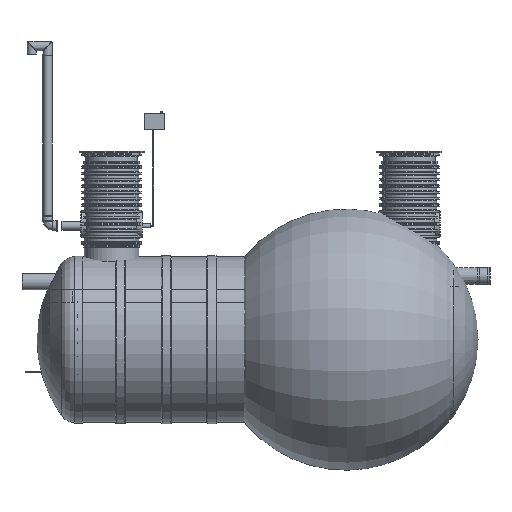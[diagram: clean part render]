
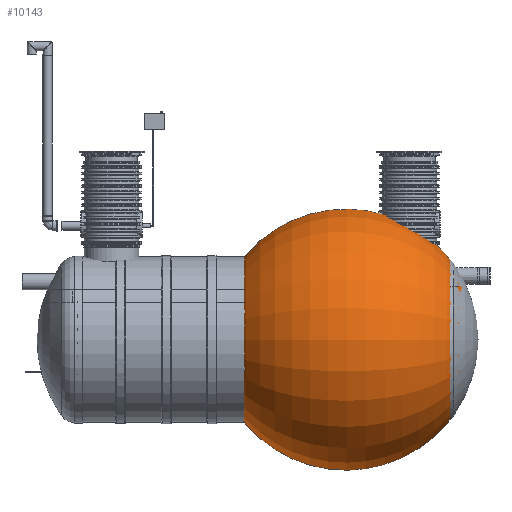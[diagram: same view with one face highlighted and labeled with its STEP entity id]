
A CAD part, left-side view. The second image highlights one B-rep face of the part: STEP entity #10143.
In plain terms, the highlighted toroidal (fillet/blend) face has major radius 1.234 mm and minor radius 1600 mm.
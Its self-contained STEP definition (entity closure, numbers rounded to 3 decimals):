
#1003=B_SPLINE_CURVE_WITH_KNOTS('',3,(#20851,#20852,#20853,#20854,#20855,
#20856,#20857,#20858,#20859,#20860,#20861,#20862,#20863,#20864,#20865,#20866,
#20867,#20868,#20869,#20870,#20871,#20872,#20873,#20874,#20875,#20876,#20877,
#20878),.UNSPECIFIED.,.F.,.F.,(4,1,1,1,1,1,1,1,1,1,1,1,1,1,1,1,1,1,1,1,
1,1,1,1,1,4),(8.486,8.569,8.652,8.735,
8.819,8.86,8.902,8.943,8.985,
9.026,9.068,9.109,9.151,9.192,
9.234,9.317,9.4,9.483,9.524,
9.566,9.607,9.628,9.649,9.69,
9.732,9.815),.UNSPECIFIED.);
#1780=VERTEX_LOOP('',#6269);
#1785=DEGENERATE_TOROIDAL_SURFACE('',#11708,1.233,1600.,
 .T.);
#3656=ORIENTED_EDGE('',*,*,#5235,.T.);
#3657=ORIENTED_EDGE('',*,*,#5238,.T.);
#5235=EDGE_CURVE('',#6267,#6268,#6977,.T.);
#5238=EDGE_CURVE('',#6268,#6267,#1003,.T.);
#6267=VERTEX_POINT('',#20807);
#6268=VERTEX_POINT('',#20808);
#6269=VERTEX_POINT('',#20850);
#6977=CIRCLE('',#11707,915.14);
#7942=EDGE_LOOP('',(#3656,#3657));
#9110=FACE_BOUND('',#1780,.T.);
#9111=FACE_BOUND('',#7942,.T.);
#10143=ADVANCED_FACE('',(#9110,#9111),#1785,.T.);
#11707=AXIS2_PLACEMENT_3D('',#20806,#14264,#14265);
#11708=AXIS2_PLACEMENT_3D('',#20849,#14266,#14267);
#14264=DIRECTION('',(-0.002,-1.,0.));
#14265=DIRECTION('',(1.,-0.002,0.));
#14266=DIRECTION('',(-0.002,-1.,0.));
#14267=DIRECTION('',(1.,-0.002,0.));
#20806=CARTESIAN_POINT('',(-2.005,-163.138,0.));
#20807=CARTESIAN_POINT('',(-647.202,-161.547,649.));
#20808=CARTESIAN_POINT('',(643.191,-164.729,649.));
#20849=CARTESIAN_POINT('',(1.233,1150.165,0.));
#20850=CARTESIAN_POINT('',(-2.712,-449.83,0.));
#20851=CARTESIAN_POINT('',(643.191,-164.729,649.));
#20852=CARTESIAN_POINT('',(618.244,-176.892,649.));
#20853=CARTESIAN_POINT('',(567.767,-199.747,649.));
#20854=CARTESIAN_POINT('',(490.325,-229.652,649.));
#20855=CARTESIAN_POINT('',(411.139,-255.177,649.));
#20856=CARTESIAN_POINT('',(343.723,-272.75,649.));
#20857=CARTESIAN_POINT('',(288.827,-284.559,649.));
#20858=CARTESIAN_POINT('',(247.52,-292.209,649.));
#20859=CARTESIAN_POINT('',(206.092,-298.661,649.));
#20860=CARTESIAN_POINT('',(164.54,-303.921,649.));
#20861=CARTESIAN_POINT('',(122.867,-307.991,649.));
#20862=CARTESIAN_POINT('',(81.067,-310.87,649.));
#20863=CARTESIAN_POINT('',(39.156,-312.556,649.));
#20864=CARTESIAN_POINT('',(-2.926,-313.041,649.));
#20865=CARTESIAN_POINT('',(-44.954,-312.317,649.));
#20866=CARTESIAN_POINT('',(-100.662,-309.763,649.));
#20867=CARTESIAN_POINT('',(-169.808,-303.622,649.));
#20868=CARTESIAN_POINT('',(-251.972,-291.602,649.));
#20869=CARTESIAN_POINT('',(-319.777,-277.727,649.));
#20870=CARTESIAN_POINT('',(-373.62,-264.298,649.));
#20871=CARTESIAN_POINT('',(-413.799,-253.054,649.));
#20872=CARTESIAN_POINT('',(-447.114,-242.698,649.));
#20873=CARTESIAN_POINT('',(-473.656,-233.816,649.));
#20874=CARTESIAN_POINT('',(-500.151,-224.526,649.));
#20875=CARTESIAN_POINT('',(-532.904,-212.24,649.));
#20876=CARTESIAN_POINT('',(-584.52,-191.177,649.));
#20877=CARTESIAN_POINT('',(-622.359,-173.811,649.));
#20878=CARTESIAN_POINT('',(-647.202,-161.547,649.));
